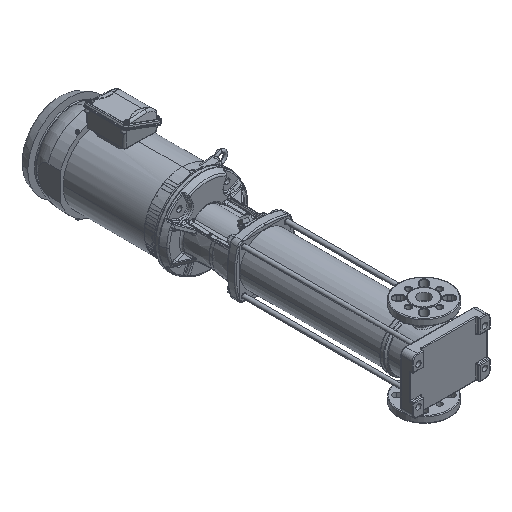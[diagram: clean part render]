
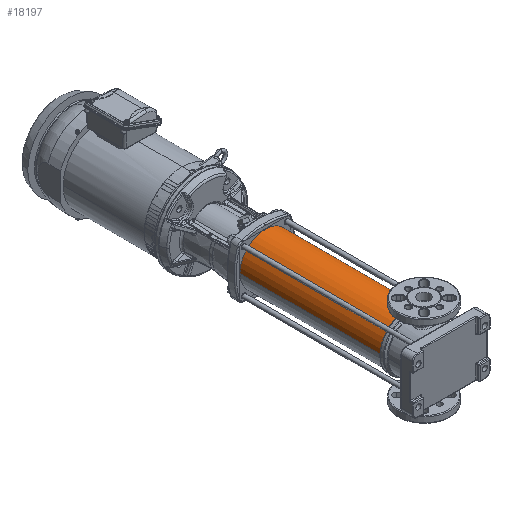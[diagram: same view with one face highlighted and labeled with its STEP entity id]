
A CAD part, isometric view. The second image highlights one B-rep face of the part: STEP entity #18197.
In plain terms, the highlighted cylindrical face has radius 68.75 mm (diameter 137.5 mm), a partial arc.
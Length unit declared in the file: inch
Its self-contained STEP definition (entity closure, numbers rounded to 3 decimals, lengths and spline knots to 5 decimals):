
#6529 = EDGE_CURVE ( 'NONE', #17347, #131609, #55327, .T. ) ;
#6628 = EDGE_CURVE ( 'NONE', #135228, #131609, #10341, .T. ) ;
#7487 = VECTOR ( 'NONE', #97654, 39.37008 ) ;
#8559 = CYLINDRICAL_SURFACE ( 'NONE', #98781, 2.70669 ) ;
#10289 = DIRECTION ( 'NONE',  ( 0., 0., 1. ) ) ;
#10341 = CIRCLE ( 'NONE', #125203, 2.70669 ) ;
#16603 = DIRECTION ( 'NONE',  ( 0., 0., -1. ) ) ;
#17347 = VERTEX_POINT ( 'NONE', #143034 ) ;
#18197 = ADVANCED_FACE ( 'NONE', ( #149393 ), #8559, .T. ) ;
#27171 = ORIENTED_EDGE ( 'NONE', *, *, #136929, .F. ) ;
#43159 = DIRECTION ( 'NONE',  ( 0., -1., 0. ) ) ;
#43322 = DIRECTION ( 'NONE',  ( 0., 1., 0. ) ) ;
#48337 = CIRCLE ( 'NONE', #121771, 2.70669 ) ;
#49102 = DIRECTION ( 'NONE',  ( 0., 1., 0. ) ) ;
#54383 = ORIENTED_EDGE ( 'NONE', *, *, #56948, .F. ) ;
#55327 = LINE ( 'NONE', #111470, #7487 ) ;
#56948 = EDGE_CURVE ( 'NONE', #168489, #135228, #60370, .T. ) ;
#60370 = LINE ( 'NONE', #62179, #160517 ) ;
#60748 = CARTESIAN_POINT ( 'NONE',  ( 0., 1.85827, -2.70669 ) ) ;
#62179 = CARTESIAN_POINT ( 'NONE',  ( 0., 1.54331, -2.70669 ) ) ;
#79410 = DIRECTION ( 'NONE',  ( 0., 0., 1. ) ) ;
#88888 = DIRECTION ( 'NONE',  ( 0., 1., 0. ) ) ;
#91198 = ORIENTED_EDGE ( 'NONE', *, *, #6529, .T. ) ;
#97654 = DIRECTION ( 'NONE',  ( 0., 1., 0. ) ) ;
#98781 = AXIS2_PLACEMENT_3D ( 'NONE', #133751, #49102, #79410 ) ;
#111470 = CARTESIAN_POINT ( 'NONE',  ( 0., 1.54331, 2.70669 ) ) ;
#115979 = EDGE_LOOP ( 'NONE', ( #54383, #27171, #91198, #169670 ) ) ;
#121771 = AXIS2_PLACEMENT_3D ( 'NONE', #168340, #43159, #10289 ) ;
#125203 = AXIS2_PLACEMENT_3D ( 'NONE', #142724, #43322, #16603 ) ;
#131609 = VERTEX_POINT ( 'NONE', #169340 ) ;
#133751 = CARTESIAN_POINT ( 'NONE',  ( 0., 1.54331, 0. ) ) ;
#135228 = VERTEX_POINT ( 'NONE', #145031 ) ;
#136929 = EDGE_CURVE ( 'NONE', #17347, #168489, #48337, .T. ) ;
#142724 = CARTESIAN_POINT ( 'NONE',  ( 0., 16.94882, 0. ) ) ;
#143034 = CARTESIAN_POINT ( 'NONE',  ( 0., 1.85827, 2.70669 ) ) ;
#145031 = CARTESIAN_POINT ( 'NONE',  ( 0., 16.94882, -2.70669 ) ) ;
#149393 = FACE_OUTER_BOUND ( 'NONE', #115979, .T. ) ;
#160517 = VECTOR ( 'NONE', #88888, 39.37008 ) ;
#168340 = CARTESIAN_POINT ( 'NONE',  ( 0., 1.85827, 0. ) ) ;
#168489 = VERTEX_POINT ( 'NONE', #60748 ) ;
#169340 = CARTESIAN_POINT ( 'NONE',  ( 0., 16.94882, 2.70669 ) ) ;
#169670 = ORIENTED_EDGE ( 'NONE', *, *, #6628, .F. ) ;
